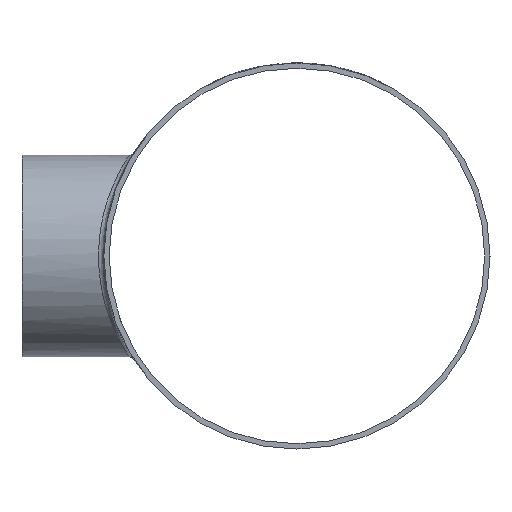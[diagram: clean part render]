
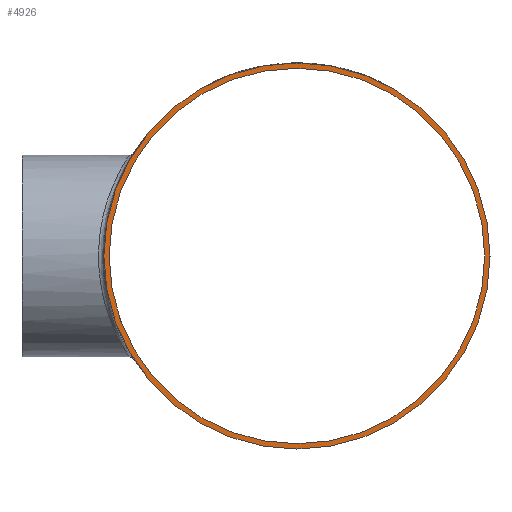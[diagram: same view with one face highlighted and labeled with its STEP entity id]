
A CAD part, left-side view. The second image highlights one B-rep face of the part: STEP entity #4926.
In plain terms, the highlighted planar face has unit normal (-1, 0, 0).
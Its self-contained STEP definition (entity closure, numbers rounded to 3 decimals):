
#153 = EDGE_CURVE ( 'NONE', #14528, #14528, #1575, .T. ) ;
#1048 = EDGE_CURVE ( 'NONE', #15966, #15966, #6116, .T. ) ;
#1304 = DIRECTION ( 'NONE',  ( 0., 0., 1. ) ) ;
#1575 = CIRCLE ( 'NONE', #14818, 109.55 ) ;
#1828 = CARTESIAN_POINT ( 'NONE',  ( -178., 0., 109.55 ) ) ;
#2865 = FACE_BOUND ( 'NONE', #5811, .T. ) ;
#2990 = DIRECTION ( 'NONE',  ( -1., 0., 0. ) ) ;
#4926 = ADVANCED_FACE ( 'NONE', ( #2865, #12197 ), #15753, .T. ) ;
#5811 = EDGE_LOOP ( 'NONE', ( #8691 ) ) ;
#5963 = EDGE_LOOP ( 'NONE', ( #6929 ) ) ;
#6116 = CIRCLE ( 'NONE', #15922, 106.55 ) ;
#6751 = DIRECTION ( 'NONE',  ( 0., 0., 1. ) ) ;
#6929 = ORIENTED_EDGE ( 'NONE', *, *, #153, .T. ) ;
#7825 = CARTESIAN_POINT ( 'NONE',  ( -178., 0., 0. ) ) ;
#7834 = AXIS2_PLACEMENT_3D ( 'NONE', #13381, #2990, #6751 ) ;
#8009 = DIRECTION ( 'NONE',  ( -1., 0., 0. ) ) ;
#8332 = DIRECTION ( 'NONE',  ( -1., 0., 0. ) ) ;
#8654 = CARTESIAN_POINT ( 'NONE',  ( -178., 0., 106.55 ) ) ;
#8691 = ORIENTED_EDGE ( 'NONE', *, *, #1048, .F. ) ;
#12197 = FACE_OUTER_BOUND ( 'NONE', #5963, .T. ) ;
#12230 = DIRECTION ( 'NONE',  ( 0., 0., 1. ) ) ;
#13381 = CARTESIAN_POINT ( 'NONE',  ( -178., 0., 0. ) ) ;
#14528 = VERTEX_POINT ( 'NONE', #1828 ) ;
#14818 = AXIS2_PLACEMENT_3D ( 'NONE', #7825, #8009, #1304 ) ;
#14952 = CARTESIAN_POINT ( 'NONE',  ( -178., 0., 0. ) ) ;
#15753 = PLANE ( 'NONE',  #7834 ) ;
#15922 = AXIS2_PLACEMENT_3D ( 'NONE', #14952, #8332, #12230 ) ;
#15966 = VERTEX_POINT ( 'NONE', #8654 ) ;
